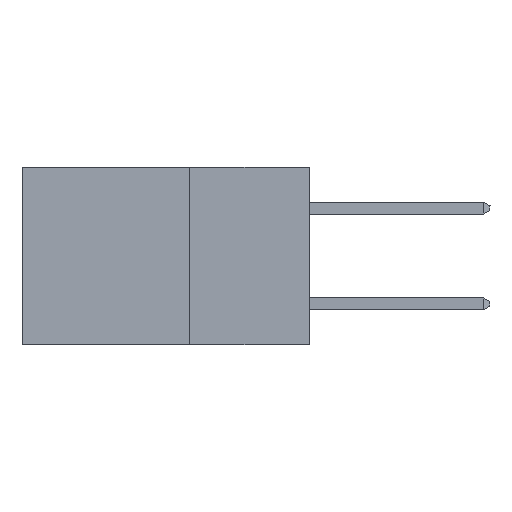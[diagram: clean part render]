
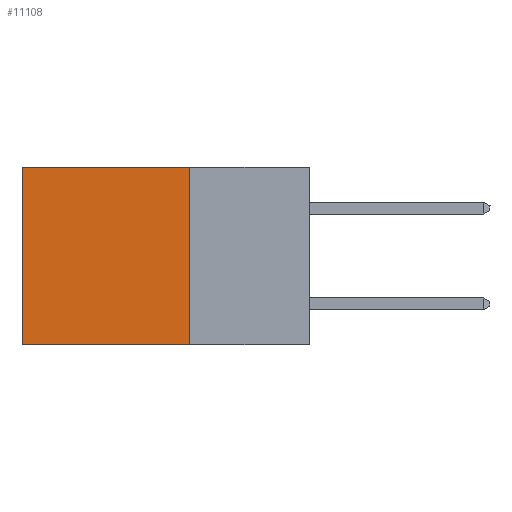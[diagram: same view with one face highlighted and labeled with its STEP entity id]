
A CAD part, left-side view. The second image highlights one B-rep face of the part: STEP entity #11108.
In plain terms, the highlighted planar face has unit normal (-1, 0, 0).
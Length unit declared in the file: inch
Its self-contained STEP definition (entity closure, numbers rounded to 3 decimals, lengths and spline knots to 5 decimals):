
#969 = VECTOR ( 'NONE', #14062, 39.37008 ) ;
#1432 = EDGE_CURVE ( 'NONE', #5889, #20397, #12940, .T. ) ;
#2421 = ORIENTED_EDGE ( 'NONE', *, *, #16717, .F. ) ;
#3311 = ORIENTED_EDGE ( 'NONE', *, *, #7997, .F. ) ;
#4653 = EDGE_LOOP ( 'NONE', ( #19245, #2421, #3311, #11002 ) ) ;
#5432 = FACE_OUTER_BOUND ( 'NONE', #4653, .T. ) ;
#5889 = VERTEX_POINT ( 'NONE', #9014 ) ;
#6272 = VERTEX_POINT ( 'NONE', #14619 ) ;
#7997 = EDGE_CURVE ( 'NONE', #6272, #27980, #23261, .T. ) ;
#8265 = CARTESIAN_POINT ( 'NONE',  ( 0.2875, 0.25, -0.37 ) ) ;
#9014 = CARTESIAN_POINT ( 'NONE',  ( 0.2875, 0.6, 0. ) ) ;
#10945 = DIRECTION ( 'NONE',  ( 1., 0., 0. ) ) ;
#11002 = ORIENTED_EDGE ( 'NONE', *, *, #22637, .T. ) ;
#11077 = CARTESIAN_POINT ( 'NONE',  ( 0.2875, 0.25, 0. ) ) ;
#11108 = ADVANCED_FACE ( 'NONE', ( #5432 ), #24375, .F. ) ;
#11318 = VECTOR ( 'NONE', #27737, 39.37008 ) ;
#11657 = VECTOR ( 'NONE', #26732, 39.37008 ) ;
#12940 = LINE ( 'NONE', #28883, #969 ) ;
#13504 = LINE ( 'NONE', #28620, #25412 ) ;
#14062 = DIRECTION ( 'NONE',  ( 0., 0., -1. ) ) ;
#14619 = CARTESIAN_POINT ( 'NONE',  ( 0.2875, 0.25, 0. ) ) ;
#15449 = CARTESIAN_POINT ( 'NONE',  ( 0.2875, 0.6, -0.37 ) ) ;
#16717 = EDGE_CURVE ( 'NONE', #27980, #20397, #13504, .T. ) ;
#19245 = ORIENTED_EDGE ( 'NONE', *, *, #1432, .T. ) ;
#19740 = DIRECTION ( 'NONE',  ( 0., 1., 0. ) ) ;
#20397 = VERTEX_POINT ( 'NONE', #15449 ) ;
#22637 = EDGE_CURVE ( 'NONE', #6272, #5889, #25682, .T. ) ;
#23261 = LINE ( 'NONE', #25490, #11318 ) ;
#24051 = AXIS2_PLACEMENT_3D ( 'NONE', #28759, #10945, #26603 ) ;
#24375 = PLANE ( 'NONE',  #24051 ) ;
#25412 = VECTOR ( 'NONE', #19740, 39.37008 ) ;
#25490 = CARTESIAN_POINT ( 'NONE',  ( 0.2875, 0.25, 0. ) ) ;
#25682 = LINE ( 'NONE', #11077, #11657 ) ;
#26603 = DIRECTION ( 'NONE',  ( 0., 0., -1. ) ) ;
#26732 = DIRECTION ( 'NONE',  ( 0., 1., 0. ) ) ;
#27737 = DIRECTION ( 'NONE',  ( 0., 0., -1. ) ) ;
#27980 = VERTEX_POINT ( 'NONE', #8265 ) ;
#28620 = CARTESIAN_POINT ( 'NONE',  ( 0.2875, 0.25, -0.37 ) ) ;
#28759 = CARTESIAN_POINT ( 'NONE',  ( 0.2875, 0.25, 0. ) ) ;
#28883 = CARTESIAN_POINT ( 'NONE',  ( 0.2875, 0.6, 0. ) ) ;
